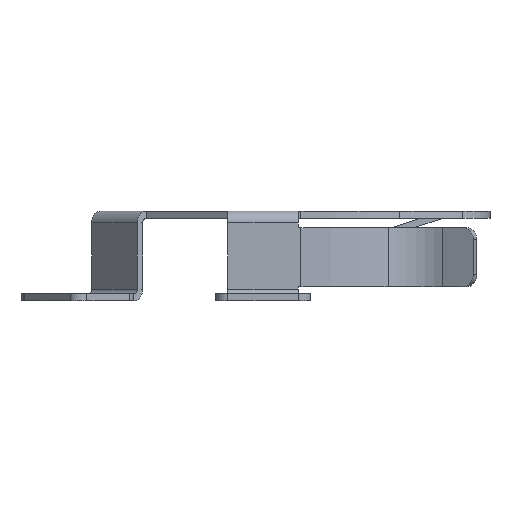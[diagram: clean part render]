
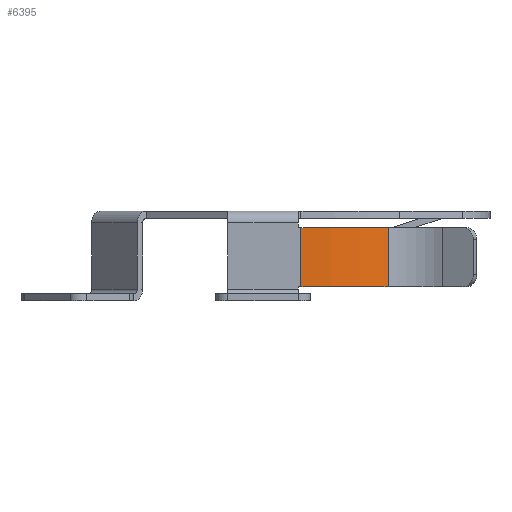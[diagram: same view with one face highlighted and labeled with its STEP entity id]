
A CAD part, left-side view. The second image highlights one B-rep face of the part: STEP entity #6395.
In plain terms, the highlighted cylindrical face has radius 10.4 mm (diameter 20.8 mm), a partial arc.
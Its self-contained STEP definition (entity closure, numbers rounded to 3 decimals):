
#671=LINE('',#11170,#1187);
#672=LINE('',#11176,#1188);
#1187=VECTOR('',#9282,1000.);
#1188=VECTOR('',#9289,1000.);
#1402=CYLINDRICAL_SURFACE('',#7208,10.4);
#3033=ORIENTED_EDGE('',*,*,#4171,.F.);
#3034=ORIENTED_EDGE('',*,*,#4170,.F.);
#3035=ORIENTED_EDGE('',*,*,#4172,.T.);
#3036=ORIENTED_EDGE('',*,*,#4173,.T.);
#4170=EDGE_CURVE('',#4745,#4744,#671,.T.);
#4171=EDGE_CURVE('',#4744,#4746,#5171,.T.);
#4172=EDGE_CURVE('',#4745,#4747,#5172,.T.);
#4173=EDGE_CURVE('',#4747,#4746,#672,.T.);
#4744=VERTEX_POINT('',#11167);
#4745=VERTEX_POINT('',#11169);
#4746=VERTEX_POINT('',#11173);
#4747=VERTEX_POINT('',#11175);
#5171=CIRCLE('',#7209,10.4);
#5172=CIRCLE('',#7210,10.4);
#5558=EDGE_LOOP('',(#3033,#3034,#3035,#3036));
#5964=FACE_BOUND('',#5558,.T.);
#6395=ADVANCED_FACE('',(#5964),#1402,.T.);
#7208=AXIS2_PLACEMENT_3D('',#11171,#9283,#9284);
#7209=AXIS2_PLACEMENT_3D('',#11172,#9285,#9286);
#7210=AXIS2_PLACEMENT_3D('',#11174,#9287,#9288);
#9282=DIRECTION('',(0.,0.,-1.));
#9283=DIRECTION('',(0.,0.,-1.));
#9284=DIRECTION('',(-1.,0.,0.));
#9285=DIRECTION('',(0.,0.,-1.));
#9286=DIRECTION('',(-1.,0.,0.));
#9287=DIRECTION('',(0.,0.,-1.));
#9288=DIRECTION('',(-1.,0.,0.));
#9289=DIRECTION('',(0.,0.,-1.));
#11167=CARTESIAN_POINT('',(-3.685,9.725,0.8));
#11169=CARTESIAN_POINT('',(-3.685,9.725,3.3));
#11170=CARTESIAN_POINT('',(-3.685,9.725,3.3));
#11171=CARTESIAN_POINT('',(0.,0.,3.3));
#11172=CARTESIAN_POINT('',(0.,0.,0.8));
#11173=CARTESIAN_POINT('',(0.,10.4,0.8));
#11174=CARTESIAN_POINT('',(0.,0.,3.3));
#11175=CARTESIAN_POINT('',(0.,10.4,3.3));
#11176=CARTESIAN_POINT('',(0.,10.4,3.3));
